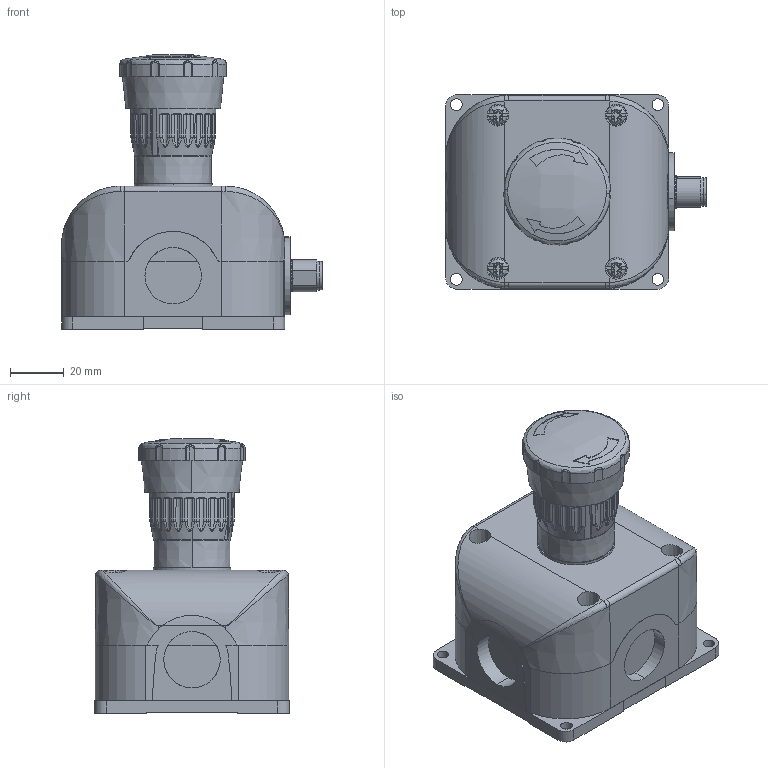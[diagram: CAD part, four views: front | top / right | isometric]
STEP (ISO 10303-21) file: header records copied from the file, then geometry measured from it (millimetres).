
FILE_DESCRIPTION (( 'STEP AP203' ), '1' );
FILE_NAME ('SB115-012-G-M.step', '2025-02-06T16:36:49', ( '' ), ( '' ), 'SwSTEP 2.0', 'SolidWorks 2024', '' );
FILE_SCHEMA (( 'CONFIG_CONTROL_DESIGN' ));
Length unit declared in the file: inch
Products named in the file (1): SB115-012-G-M
Bounding box: 97.05 x 72.29 x 102.31 mm (x, y, z)
Volume: 241512.5 mm3; surface area: 72423 mm2
Topology: 6 solids, 9 shells, 1119 faces, 2903 edges, 1850 vertices
Faces by surface type: plane 414, cylinder 311, bspline 299, cone 95
Entity records: 47221 total; most frequent: CARTESIAN_POINT 22361, ORIENTED_EDGE 5770, DIRECTION 4254, EDGE_CURVE 2885, VERTEX_POINT 1850, AXIS2_PLACEMENT_3D 1578, EDGE_LOOP 1211, FACE_OUTER_BOUND 1119
